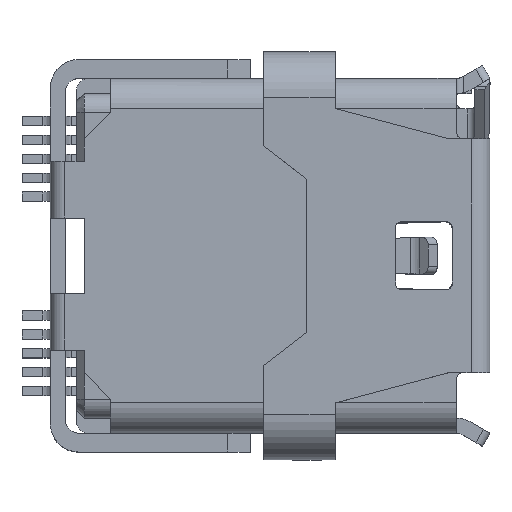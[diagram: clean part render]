
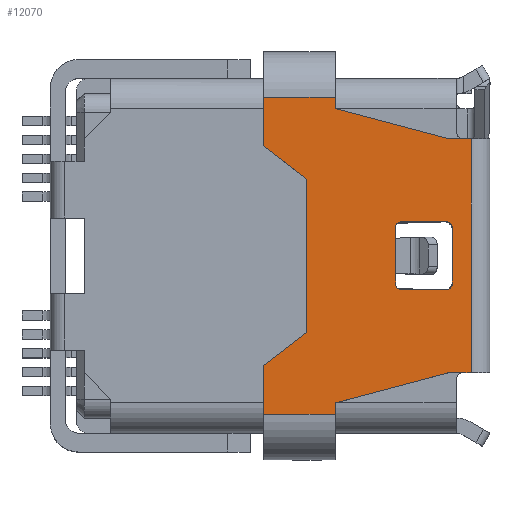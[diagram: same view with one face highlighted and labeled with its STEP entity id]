
A CAD part, top view. The second image highlights one B-rep face of the part: STEP entity #12070.
In plain terms, the highlighted planar face has unit normal (0, 0, 1).
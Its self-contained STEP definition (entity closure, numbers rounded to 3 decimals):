
#940=LINE('',#17343,#1940);
#944=LINE('',#17360,#1944);
#947=LINE('',#17372,#1947);
#970=LINE('',#17416,#1970);
#972=LINE('',#17420,#1972);
#975=LINE('',#17426,#1975);
#978=LINE('',#17432,#1978);
#984=LINE('',#17453,#1984);
#989=LINE('',#17463,#1989);
#990=LINE('',#17465,#1990);
#1037=LINE('',#17599,#2037);
#1040=LINE('',#17605,#2040);
#1043=LINE('',#17614,#2043);
#1045=LINE('',#17622,#2045);
#1046=LINE('',#17626,#2046);
#1051=LINE('',#17640,#2051);
#1052=LINE('',#17642,#2052);
#1053=LINE('',#17643,#2053);
#1940=VECTOR('',#14682,1000.);
#1944=VECTOR('',#14700,1000.);
#1947=VECTOR('',#14709,1000.);
#1970=VECTOR('',#14748,1000.);
#1972=VECTOR('',#14752,1000.);
#1975=VECTOR('',#14757,1000.);
#1978=VECTOR('',#14762,1000.);
#1984=VECTOR('',#14782,1000.);
#1989=VECTOR('',#14791,1000.);
#1990=VECTOR('',#14794,1000.);
#2037=VECTOR('',#14919,1000.);
#2040=VECTOR('',#14924,1000.);
#2043=VECTOR('',#14935,1000.);
#2045=VECTOR('',#14943,1000.);
#2046=VECTOR('',#14948,1000.);
#2051=VECTOR('',#14963,1000.);
#2052=VECTOR('',#14964,1000.);
#2053=VECTOR('',#14965,1000.);
#4151=ORIENTED_EDGE('',*,*,#5899,.F.);
#4152=ORIENTED_EDGE('',*,*,#5900,.F.);
#4153=ORIENTED_EDGE('',*,*,#5889,.T.);
#4154=ORIENTED_EDGE('',*,*,#5891,.F.);
#4155=ORIENTED_EDGE('',*,*,#5881,.F.);
#4156=ORIENTED_EDGE('',*,*,#5811,.T.);
#4157=ORIENTED_EDGE('',*,*,#5812,.F.);
#4158=ORIENTED_EDGE('',*,*,#5751,.F.);
#4159=ORIENTED_EDGE('',*,*,#5789,.T.);
#4160=ORIENTED_EDGE('',*,*,#5792,.T.);
#4161=ORIENTED_EDGE('',*,*,#5795,.T.);
#4162=ORIENTED_EDGE('',*,*,#5787,.F.);
#4163=ORIENTED_EDGE('',*,*,#5759,.F.);
#4164=ORIENTED_EDGE('',*,*,#5764,.T.);
#4165=ORIENTED_EDGE('',*,*,#5901,.T.);
#4166=ORIENTED_EDGE('',*,*,#5800,.T.);
#4167=ORIENTED_EDGE('',*,*,#5805,.T.);
#4168=ORIENTED_EDGE('',*,*,#5802,.F.);
#4169=ORIENTED_EDGE('',*,*,#5886,.T.);
#4170=ORIENTED_EDGE('',*,*,#5882,.F.);
#4171=ORIENTED_EDGE('',*,*,#5878,.T.);
#4172=ORIENTED_EDGE('',*,*,#5897,.F.);
#5751=EDGE_CURVE('',#6747,#6748,#940,.T.);
#5759=EDGE_CURVE('',#6754,#6755,#944,.T.);
#5764=EDGE_CURVE('',#6754,#6759,#947,.T.);
#5787=EDGE_CURVE('',#6755,#6773,#970,.T.);
#5789=EDGE_CURVE('',#6747,#6774,#972,.T.);
#5792=EDGE_CURVE('',#6774,#6776,#975,.T.);
#5795=EDGE_CURVE('',#6776,#6773,#978,.T.);
#5800=EDGE_CURVE('',#6778,#6781,#7151,.T.);
#5802=EDGE_CURVE('',#6782,#6784,#7152,.T.);
#5805=EDGE_CURVE('',#6781,#6784,#984,.T.);
#5811=EDGE_CURVE('',#6787,#6788,#989,.T.);
#5812=EDGE_CURVE('',#6748,#6788,#990,.T.);
#5878=EDGE_CURVE('',#6833,#6836,#1037,.T.);
#5881=EDGE_CURVE('',#6787,#6838,#1040,.T.);
#5882=EDGE_CURVE('',#6833,#6839,#7174,.T.);
#5886=EDGE_CURVE('',#6782,#6839,#1043,.T.);
#5889=EDGE_CURVE('',#6844,#6843,#1045,.T.);
#5891=EDGE_CURVE('',#6838,#6843,#1046,.T.);
#5897=EDGE_CURVE('',#6847,#6836,#7179,.T.);
#5899=EDGE_CURVE('',#6849,#6759,#1051,.T.);
#5900=EDGE_CURVE('',#6844,#6849,#1052,.T.);
#5901=EDGE_CURVE('',#6847,#6778,#1053,.T.);
#6747=VERTEX_POINT('',#17342);
#6748=VERTEX_POINT('',#17344);
#6754=VERTEX_POINT('',#17361);
#6755=VERTEX_POINT('',#17362);
#6759=VERTEX_POINT('',#17371);
#6773=VERTEX_POINT('',#17417);
#6774=VERTEX_POINT('',#17421);
#6776=VERTEX_POINT('',#17427);
#6778=VERTEX_POINT('',#17436);
#6781=VERTEX_POINT('',#17441);
#6782=VERTEX_POINT('',#17445);
#6784=VERTEX_POINT('',#17448);
#6787=VERTEX_POINT('',#17458);
#6788=VERTEX_POINT('',#17462);
#6833=VERTEX_POINT('',#17593);
#6836=VERTEX_POINT('',#17598);
#6838=VERTEX_POINT('',#17603);
#6839=VERTEX_POINT('',#17608);
#6843=VERTEX_POINT('',#17621);
#6844=VERTEX_POINT('',#17623);
#6847=VERTEX_POINT('',#17635);
#6849=VERTEX_POINT('',#17641);
#7151=CIRCLE('',#12711,0.15);
#7152=CIRCLE('',#12713,0.15);
#7174=CIRCLE('',#12760,0.15);
#7179=CIRCLE('',#12770,0.15);
#7600=EDGE_LOOP('',(#4151,#4152,#4153,#4154,#4155,#4156,#4157,#4158,#4159,
#4160,#4161,#4162,#4163,#4164));
#7601=EDGE_LOOP('',(#4165,#4166,#4167,#4168,#4169,#4170,#4171,#4172));
#8083=FACE_BOUND('',#7600,.T.);
#8084=FACE_BOUND('',#7601,.T.);
#8439=PLANE('',#12772);
#12070=ADVANCED_FACE('',(#8083,#8084),#8439,.T.);
#12711=AXIS2_PLACEMENT_3D('',#17442,#14770,#14771);
#12713=AXIS2_PLACEMENT_3D('',#17447,#14775,#14776);
#12760=AXIS2_PLACEMENT_3D('',#17607,#14927,#14928);
#12770=AXIS2_PLACEMENT_3D('',#17637,#14957,#14958);
#12772=AXIS2_PLACEMENT_3D('',#17639,#14961,#14962);
#14682=DIRECTION('',(0.,1.,0.));
#14700=DIRECTION('',(-1.,0.,0.));
#14709=DIRECTION('',(0.,1.,0.));
#14748=DIRECTION('',(0.,1.,0.));
#14752=DIRECTION('',(0.793,-0.61,0.));
#14757=DIRECTION('',(0.,-1.,0.));
#14762=DIRECTION('',(-0.793,-0.61,0.));
#14770=DIRECTION('',(0.,0.,-1.));
#14771=DIRECTION('',(0.,-1.,0.));
#14775=DIRECTION('',(0.,0.,1.));
#14776=DIRECTION('',(0.,1.,0.));
#14782=DIRECTION('',(0.,1.,0.));
#14791=DIRECTION('',(0.,1.,0.));
#14794=DIRECTION('',(1.,0.,0.));
#14919=DIRECTION('',(0.,-1.,0.));
#14924=DIRECTION('',(0.966,-0.258,0.));
#14927=DIRECTION('',(0.,0.,1.));
#14928=DIRECTION('',(0.,1.,0.));
#14935=DIRECTION('',(1.,0.,0.));
#14943=DIRECTION('',(0.,1.,0.));
#14948=DIRECTION('',(1.,0.,0.));
#14957=DIRECTION('',(0.,0.,1.));
#14958=DIRECTION('',(0.,1.,0.));
#14961=DIRECTION('',(0.,0.,1.));
#14962=DIRECTION('',(-1.,0.,0.));
#14963=DIRECTION('',(-0.966,-0.258,0.));
#14964=DIRECTION('',(-1.,0.,0.));
#14965=DIRECTION('',(-1.,0.,0.));
#17342=CARTESIAN_POINT('',(-0.538,3.134,2.5));
#17343=CARTESIAN_POINT('',(-0.538,-2.381,2.5));
#17344=CARTESIAN_POINT('',(-0.538,4.419,2.5));
#17360=CARTESIAN_POINT('',(-0.013,-3.981,2.5));
#17361=CARTESIAN_POINT('',(1.362,-3.981,2.5));
#17362=CARTESIAN_POINT('',(-0.538,-3.981,2.5));
#17371=CARTESIAN_POINT('',(1.362,-3.681,2.5));
#17372=CARTESIAN_POINT('',(1.362,-3.381,2.5));
#17416=CARTESIAN_POINT('',(-0.538,-3.381,2.5));
#17417=CARTESIAN_POINT('',(-0.538,-2.697,2.5));
#17420=CARTESIAN_POINT('',(-0.013,2.73,2.5));
#17421=CARTESIAN_POINT('',(0.612,2.249,2.5));
#17426=CARTESIAN_POINT('',(0.612,2.707,2.5));
#17427=CARTESIAN_POINT('',(0.612,-1.812,2.5));
#17432=CARTESIAN_POINT('',(-0.013,-2.293,2.5));
#17436=CARTESIAN_POINT('',(3.112,-0.681,2.5));
#17441=CARTESIAN_POINT('',(2.962,-0.531,2.5));
#17442=CARTESIAN_POINT('',(3.112,-0.531,2.5));
#17445=CARTESIAN_POINT('',(3.112,1.119,2.5));
#17447=CARTESIAN_POINT('',(3.112,0.969,2.5));
#17448=CARTESIAN_POINT('',(2.962,0.969,2.5));
#17453=CARTESIAN_POINT('',(2.962,2.207,2.5));
#17458=CARTESIAN_POINT('',(1.362,4.119,2.5));
#17462=CARTESIAN_POINT('',(1.362,4.419,2.5));
#17463=CARTESIAN_POINT('',(1.362,-2.381,2.5));
#17465=CARTESIAN_POINT('',(-0.013,4.419,2.5));
#17593=CARTESIAN_POINT('',(4.462,0.969,2.5));
#17598=CARTESIAN_POINT('',(4.462,-0.531,2.5));
#17599=CARTESIAN_POINT('',(4.462,2.207,2.5));
#17603=CARTESIAN_POINT('',(4.362,3.319,2.5));
#17605=CARTESIAN_POINT('',(5.462,3.025,2.5));
#17607=CARTESIAN_POINT('',(4.312,0.969,2.5));
#17608=CARTESIAN_POINT('',(4.312,1.119,2.5));
#17614=CARTESIAN_POINT('',(5.462,1.119,2.5));
#17621=CARTESIAN_POINT('',(4.962,3.319,2.5));
#17622=CARTESIAN_POINT('',(4.962,2.707,2.5));
#17623=CARTESIAN_POINT('',(4.962,-2.881,2.5));
#17626=CARTESIAN_POINT('',(5.462,3.319,2.5));
#17635=CARTESIAN_POINT('',(4.312,-0.681,2.5));
#17637=CARTESIAN_POINT('',(4.312,-0.531,2.5));
#17639=CARTESIAN_POINT('',(2.062,-0.281,2.5));
#17640=CARTESIAN_POINT('',(5.462,-2.588,2.5));
#17641=CARTESIAN_POINT('',(4.362,-2.881,2.5));
#17642=CARTESIAN_POINT('',(5.462,-2.881,2.5));
#17643=CARTESIAN_POINT('',(5.462,-0.681,2.5));
